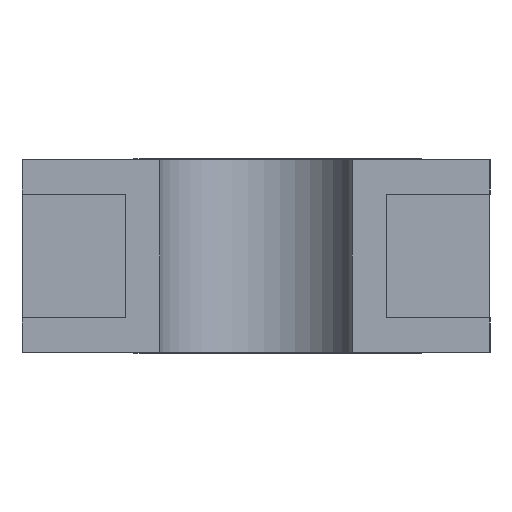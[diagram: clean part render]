
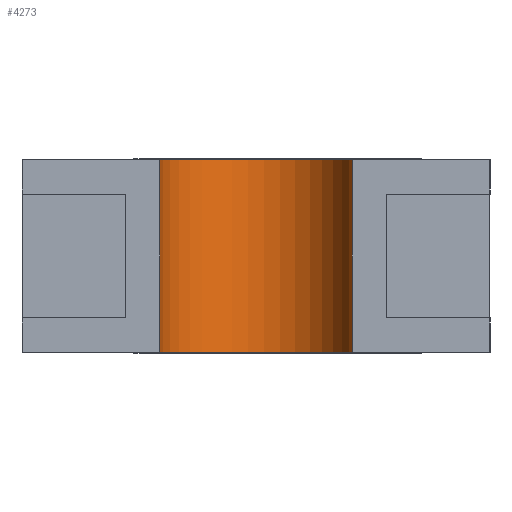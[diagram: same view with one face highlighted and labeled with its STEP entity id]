
A CAD part, left-side view. The second image highlights one B-rep face of the part: STEP entity #4273.
In plain terms, the highlighted cylindrical face has radius 0.354 mm (diameter 0.708 mm), a partial arc.
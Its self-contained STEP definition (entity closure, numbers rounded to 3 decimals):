
#102 = VECTOR ( 'NONE', #2135, 1000. ) ;
#371 = FACE_OUTER_BOUND ( 'NONE', #4520, .T. ) ;
#598 = EDGE_CURVE ( 'NONE', #3494, #980, #4488, .T. ) ;
#876 = DIRECTION ( 'NONE',  ( -1., 0., 0. ) ) ;
#969 = ORIENTED_EDGE ( 'NONE', *, *, #5560, .T. ) ;
#980 = VERTEX_POINT ( 'NONE', #5649 ) ;
#1130 = AXIS2_PLACEMENT_3D ( 'NONE', #5072, #2298, #1854 ) ;
#1263 = CARTESIAN_POINT ( 'NONE',  ( -1.7, -0.35, 0.01 ) ) ;
#1264 = ORIENTED_EDGE ( 'NONE', *, *, #3354, .F. ) ;
#1448 = ORIENTED_EDGE ( 'NONE', *, *, #598, .T. ) ;
#1634 = CARTESIAN_POINT ( 'NONE',  ( -1.7, -0.35, 0.01 ) ) ;
#1639 = CARTESIAN_POINT ( 'NONE',  ( -1.7, 0.35, 0.71 ) ) ;
#1854 = DIRECTION ( 'NONE',  ( -1., 0., 0. ) ) ;
#1915 = DIRECTION ( 'NONE',  ( 0., 0., 1. ) ) ;
#2017 = CARTESIAN_POINT ( 'NONE',  ( -1.7, -0.35, 0.71 ) ) ;
#2135 = DIRECTION ( 'NONE',  ( 0., 0., -1. ) ) ;
#2298 = DIRECTION ( 'NONE',  ( 0., 0., -1. ) ) ;
#2350 = CYLINDRICAL_SURFACE ( 'NONE', #1130, 0.354 ) ;
#2354 = VERTEX_POINT ( 'NONE', #2017 ) ;
#2814 = LINE ( 'NONE', #1263, #3726 ) ;
#3283 = CARTESIAN_POINT ( 'NONE',  ( -1.754, 0., 0.71 ) ) ;
#3300 = AXIS2_PLACEMENT_3D ( 'NONE', #3677, #1915, #876 ) ;
#3354 = EDGE_CURVE ( 'NONE', #4487, #980, #5979, .T. ) ;
#3494 = VERTEX_POINT ( 'NONE', #1639 ) ;
#3631 = DIRECTION ( 'NONE',  ( 0., 0., -1. ) ) ;
#3677 = CARTESIAN_POINT ( 'NONE',  ( -1.754, 0., 0.01 ) ) ;
#3726 = VECTOR ( 'NONE', #3631, 1000. ) ;
#3775 = DIRECTION ( 'NONE',  ( 0., 0., 1. ) ) ;
#4036 = CARTESIAN_POINT ( 'NONE',  ( -1.7, 0.35, 0.01 ) ) ;
#4212 = ORIENTED_EDGE ( 'NONE', *, *, #5022, .F. ) ;
#4273 = ADVANCED_FACE ( 'NONE', ( #371 ), #2350, .F. ) ;
#4487 = VERTEX_POINT ( 'NONE', #1634 ) ;
#4488 = LINE ( 'NONE', #4036, #102 ) ;
#4520 = EDGE_LOOP ( 'NONE', ( #969, #1448, #1264, #4212 ) ) ;
#4922 = CIRCLE ( 'NONE', #5125, 0.354 ) ;
#5022 = EDGE_CURVE ( 'NONE', #2354, #4487, #2814, .T. ) ;
#5072 = CARTESIAN_POINT ( 'NONE',  ( -1.754, 0., 0.01 ) ) ;
#5125 = AXIS2_PLACEMENT_3D ( 'NONE', #3283, #3775, #5175 ) ;
#5175 = DIRECTION ( 'NONE',  ( -1., 0., 0. ) ) ;
#5560 = EDGE_CURVE ( 'NONE', #2354, #3494, #4922, .T. ) ;
#5649 = CARTESIAN_POINT ( 'NONE',  ( -1.7, 0.35, 0.01 ) ) ;
#5979 = CIRCLE ( 'NONE', #3300, 0.354 ) ;
